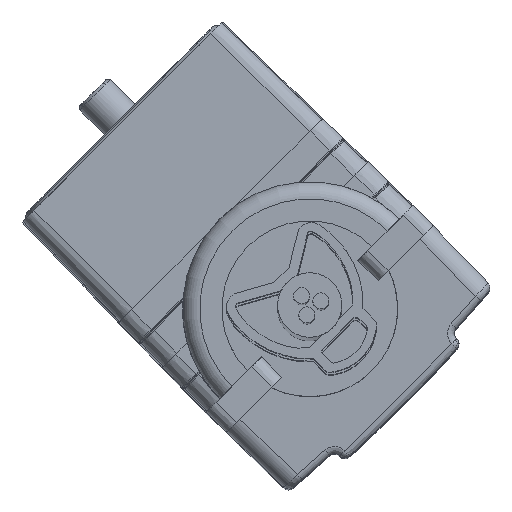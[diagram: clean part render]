
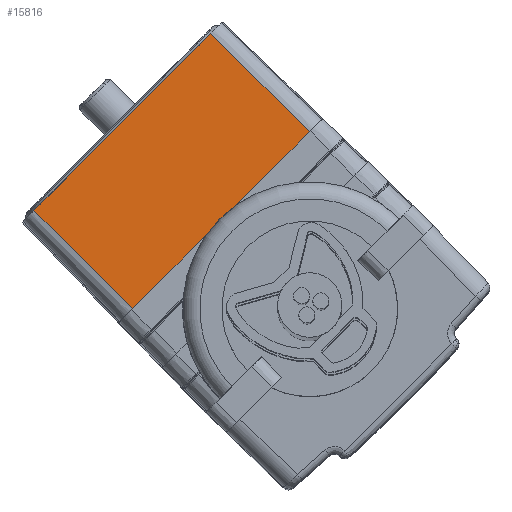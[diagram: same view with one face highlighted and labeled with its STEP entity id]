
A CAD part, top view. The second image highlights one B-rep face of the part: STEP entity #15816.
In plain terms, the highlighted planar face has unit normal (-0.012, 0.012, 1).
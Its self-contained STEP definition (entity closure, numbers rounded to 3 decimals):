
#9388=CARTESIAN_POINT('',(1.161,40.557,18.676));
#9389=VERTEX_POINT('',#9388);
#9397=CARTESIAN_POINT('',(13.535,52.932,18.676));
#9398=VERTEX_POINT('',#9397);
#9399=CARTESIAN_POINT('',(1.161,40.557,18.676));
#9400=DIRECTION('',(0.707,0.707,0.));
#9401=VECTOR('',#9400,17.5);
#9402=LINE('',#9399,#9401);
#9403=EDGE_CURVE('',#9389,#9398,#9402,.T.);
#15747=CARTESIAN_POINT('',(8.055,33.663,18.846));
#15748=VERTEX_POINT('',#15747);
#15749=CARTESIAN_POINT('',(1.161,40.557,18.676));
#15750=DIRECTION('',(0.707,-0.707,0.017));
#15751=VECTOR('',#15750,9.751);
#15752=LINE('',#15749,#15751);
#15753=EDGE_CURVE('',#9389,#15748,#15752,.T.);
#15767=CARTESIAN_POINT('',(14.403,17.171,19.128));
#15768=DIRECTION('',(0.012,-0.012,-1.));
#15769=DIRECTION('',(0.707,-0.707,0.017));
#15770=AXIS2_PLACEMENT_3D('',#15767,#15768,#15769);
#15771=PLANE('',#15770);
#15772=ORIENTED_EDGE('',*,*,#9403,.F.);
#15773=ORIENTED_EDGE('',*,*,#15753,.T.);
#15774=CARTESIAN_POINT('',(13.302,38.91,18.846));
#15775=VERTEX_POINT('',#15774);
#15776=CARTESIAN_POINT('',(13.302,38.91,18.846));
#15777=DIRECTION('',(-0.707,-0.707,0.));
#15778=VECTOR('',#15777,7.42);
#15779=LINE('',#15776,#15778);
#15780=EDGE_CURVE('',#15775,#15748,#15779,.T.);
#15781=ORIENTED_EDGE('',*,*,#15780,.F.);
#15782=CARTESIAN_POINT('',(14.172,39.921,18.845));
#15783=VERTEX_POINT('',#15782);
#15784=CARTESIAN_POINT('',(20.465,33.628,19.));
#15785=DIRECTION('',(-0.012,0.012,1.));
#15786=DIRECTION('',(0.707,-0.707,0.017));
#15787=AXIS2_PLACEMENT_3D('',#15784,#15785,#15786);
#15788=ELLIPSE('',#15787,8.901,8.9);
#15789=EDGE_CURVE('',#15783,#15775,#15788,.T.);
#15790=ORIENTED_EDGE('',*,*,#15789,.F.);
#15791=CARTESIAN_POINT('',(15.183,40.791,18.846));
#15792=VERTEX_POINT('',#15791);
#15793=CARTESIAN_POINT('',(20.465,33.628,19.));
#15794=DIRECTION('',(-0.012,0.012,1.));
#15795=DIRECTION('',(0.707,-0.707,0.017));
#15796=AXIS2_PLACEMENT_3D('',#15793,#15794,#15795);
#15797=ELLIPSE('',#15796,8.901,8.9);
#15798=EDGE_CURVE('',#15792,#15783,#15797,.T.);
#15799=ORIENTED_EDGE('',*,*,#15798,.F.);
#15800=CARTESIAN_POINT('',(20.429,46.038,18.846));
#15801=VERTEX_POINT('',#15800);
#15802=CARTESIAN_POINT('',(15.183,40.791,18.846));
#15803=DIRECTION('',(0.707,0.707,0.));
#15804=VECTOR('',#15803,7.42);
#15805=LINE('',#15802,#15804);
#15806=EDGE_CURVE('',#15792,#15801,#15805,.T.);
#15807=ORIENTED_EDGE('',*,*,#15806,.T.);
#15808=CARTESIAN_POINT('',(13.535,52.932,18.676));
#15809=DIRECTION('',(0.707,-0.707,0.017));
#15810=VECTOR('',#15809,9.751);
#15811=LINE('',#15808,#15810);
#15812=EDGE_CURVE('',#9398,#15801,#15811,.T.);
#15813=ORIENTED_EDGE('',*,*,#15812,.F.);
#15814=EDGE_LOOP('',(#15772,#15773,#15781,#15790,#15799,#15807,#15813));
#15815=FACE_BOUND('',#15814,.T.);
#15816=ADVANCED_FACE('',(#15815),#15771,.F.);
